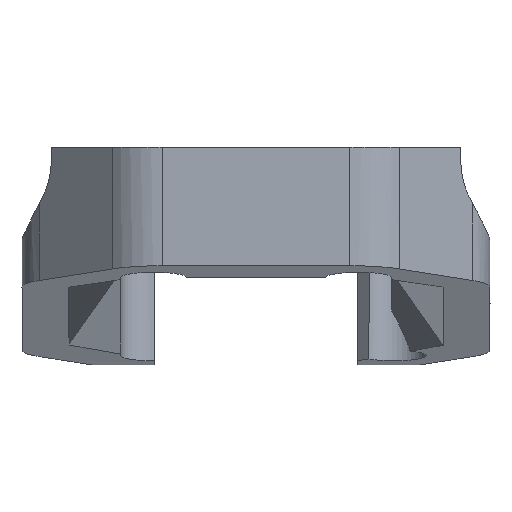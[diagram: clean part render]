
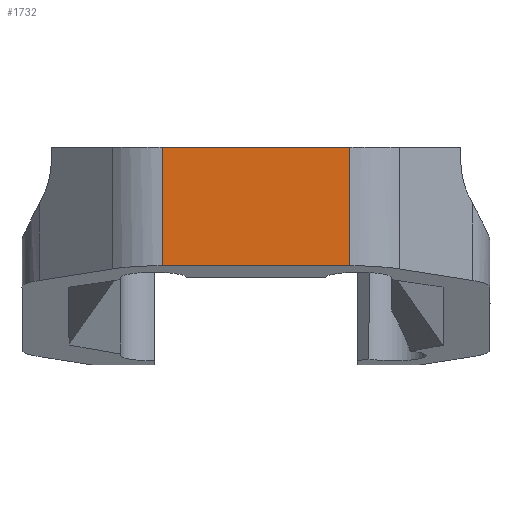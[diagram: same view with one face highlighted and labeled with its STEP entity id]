
A CAD part, front view. The second image highlights one B-rep face of the part: STEP entity #1732.
In plain terms, the highlighted planar face has unit normal (0, -1, -0.001).
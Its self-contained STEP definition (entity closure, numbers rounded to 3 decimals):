
#113=PLANE('',#1878);
#192=FACE_OUTER_BOUND('',#284,.T.);
#284=EDGE_LOOP('',(#1573,#1574,#1575,#1576));
#333=LINE('',#2451,#529);
#360=LINE('',#2517,#556);
#480=LINE('',#2904,#676);
#481=LINE('',#2906,#677);
#529=VECTOR('',#1967,10.);
#556=VECTOR('',#2024,10.);
#676=VECTOR('',#2310,10.);
#677=VECTOR('',#2313,10.);
#755=VERTEX_POINT('',#2448);
#756=VERTEX_POINT('',#2450);
#779=VERTEX_POINT('',#2514);
#780=VERTEX_POINT('',#2516);
#931=EDGE_CURVE('',#756,#755,#333,.F.);
#965=EDGE_CURVE('',#780,#779,#360,.F.);
#1124=EDGE_CURVE('',#756,#779,#480,.T.);
#1125=EDGE_CURVE('',#755,#780,#481,.T.);
#1573=ORIENTED_EDGE('',*,*,#931,.T.);
#1574=ORIENTED_EDGE('',*,*,#1125,.T.);
#1575=ORIENTED_EDGE('',*,*,#965,.T.);
#1576=ORIENTED_EDGE('',*,*,#1124,.F.);
#1732=ADVANCED_FACE('',(#192),#113,.F.);
#1878=AXIS2_PLACEMENT_3D('',#2905,#2311,#2312);
#1967=DIRECTION('',(-1.,0.,0.));
#2024=DIRECTION('',(1.,0.,0.));
#2310=DIRECTION('',(0.,-0.001,1.));
#2311=DIRECTION('center_axis',(0.,1.,0.001));
#2312=DIRECTION('ref_axis',(1.,0.,0.));
#2313=DIRECTION('',(0.,-0.001,1.));
#2448=CARTESIAN_POINT('',(8.015,-77.308,-24.185));
#2450=CARTESIAN_POINT('',(-8.015,-77.308,-24.185));
#2451=CARTESIAN_POINT('',(4.4,-77.308,-24.185));
#2514=CARTESIAN_POINT('',(-8.015,-77.316,-14.08));
#2516=CARTESIAN_POINT('',(8.015,-77.316,-14.08));
#2517=CARTESIAN_POINT('',(10.8,-77.316,-14.08));
#2904=CARTESIAN_POINT('',(-8.015,-77.313,-17.08));
#2905=CARTESIAN_POINT('Origin',(0.,-77.313,
-17.08));
#2906=CARTESIAN_POINT('',(8.015,-77.313,-17.08));
